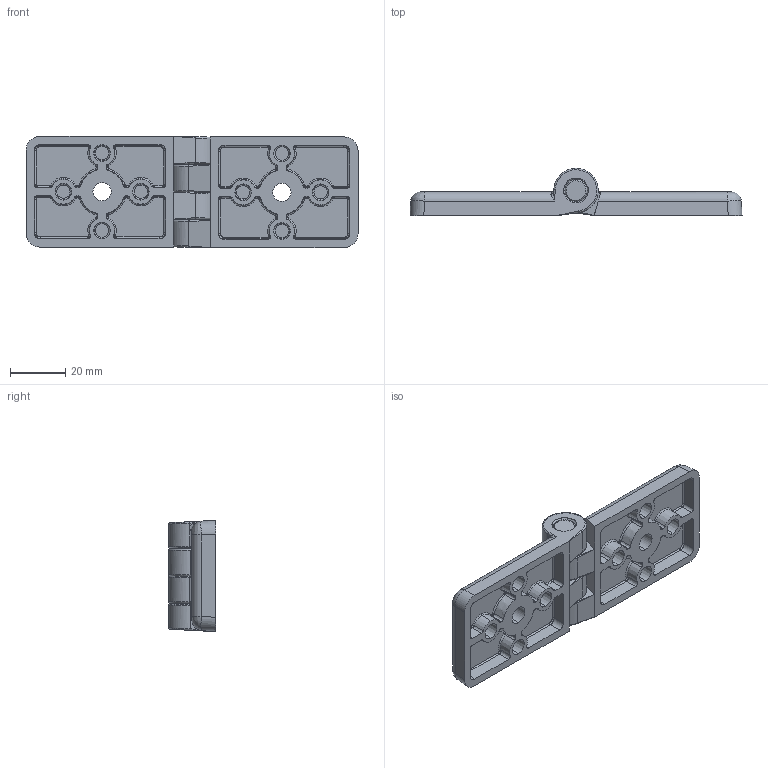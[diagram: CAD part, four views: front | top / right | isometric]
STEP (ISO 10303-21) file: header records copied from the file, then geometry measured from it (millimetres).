
FILE_DESCRIPTION (( 'STEP AP214' ), '1' );
FILE_NAME ('095ks6060f00.STEP', '2014-08-14T07:17:07', ( '' ), ( '' ), 'SwSTEP 2.0', 'SolidWorks 2014', '' );
FILE_SCHEMA (( 'AUTOMOTIVE_DESIGN' ));
Length unit declared in the file: millimetre
Products named in the file (3): 340me031e; 095ks60f00; 095ks6060f00
Assembly tree (3 placements, depth 2):
  095ks6060f00
    095ks60f00  x2
    340me031e
Bounding box: 120 x 17 x 40.2 mm (x, y, z)
Volume: 29622.1 mm3; surface area: 19106 mm2
Topology: 3 solids, 3 shells, 437 faces, 1044 edges, 628 vertices
Faces by surface type: bspline 134, cylinder 106, plane 91, cone 56, torus 50
Entity records: 8541 total; most frequent: CARTESIAN_POINT 3833, ORIENTED_EDGE 1062, DIRECTION 845, EDGE_CURVE 531, AXIS2_PLACEMENT_3D 345, VERTEX_POINT 320, EDGE_LOOP 239, FACE_OUTER_BOUND 224
